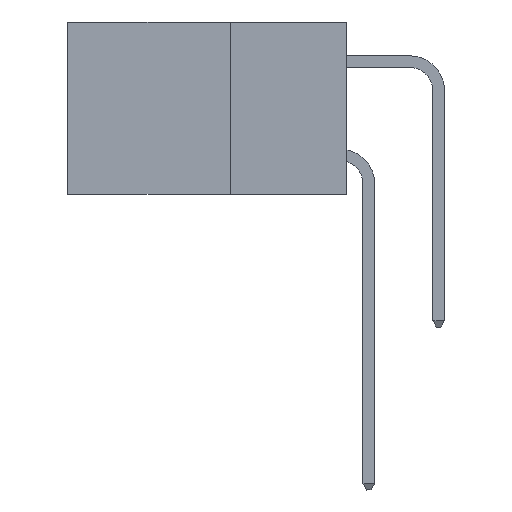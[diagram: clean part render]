
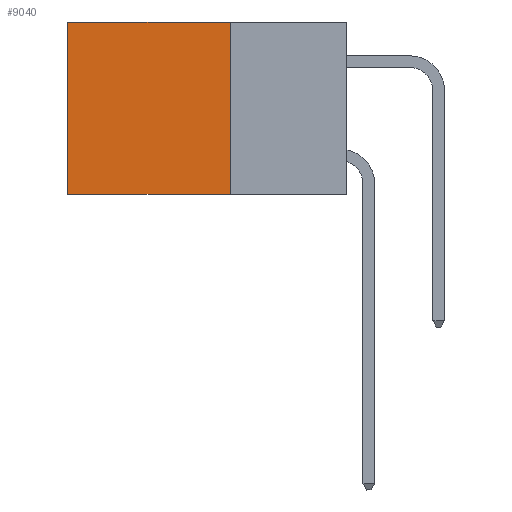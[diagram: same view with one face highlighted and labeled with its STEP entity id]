
A CAD part, left-side view. The second image highlights one B-rep face of the part: STEP entity #9040.
In plain terms, the highlighted planar face has unit normal (-1, 0, 0).
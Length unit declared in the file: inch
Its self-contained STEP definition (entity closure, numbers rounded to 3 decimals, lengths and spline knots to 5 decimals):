
#433 = EDGE_CURVE ( 'NONE', #4528, #2586, #14090, .T. ) ;
#528 = ORIENTED_EDGE ( 'NONE', *, *, #433, .T. ) ;
#1063 = EDGE_CURVE ( 'NONE', #2586, #15386, #4228, .T. ) ;
#1235 = VECTOR ( 'NONE', #15514, 39.37008 ) ;
#2586 = VERTEX_POINT ( 'NONE', #14724 ) ;
#3560 = EDGE_LOOP ( 'NONE', ( #15203, #8544, #10692, #528 ) ) ;
#3616 = CARTESIAN_POINT ( 'NONE',  ( 0.2875, 0.25, 0. ) ) ;
#4095 = CARTESIAN_POINT ( 'NONE',  ( 0.2875, 0.25, 0. ) ) ;
#4228 = LINE ( 'NONE', #9453, #1235 ) ;
#4284 = DIRECTION ( 'NONE',  ( 0., 0., -1. ) ) ;
#4528 = VERTEX_POINT ( 'NONE', #3616 ) ;
#4646 = CARTESIAN_POINT ( 'NONE',  ( 0.2875, 0.25, 0. ) ) ;
#4984 = LINE ( 'NONE', #6048, #13504 ) ;
#5536 = EDGE_CURVE ( 'NONE', #4528, #11345, #4984, .T. ) ;
#5841 = LINE ( 'NONE', #10005, #9444 ) ;
#6048 = CARTESIAN_POINT ( 'NONE',  ( 0.2875, 0.25, 0. ) ) ;
#8466 = FACE_OUTER_BOUND ( 'NONE', #3560, .T. ) ;
#8544 = ORIENTED_EDGE ( 'NONE', *, *, #12182, .F. ) ;
#8960 = DIRECTION ( 'NONE',  ( 1., 0., 0. ) ) ;
#9040 = ADVANCED_FACE ( 'NONE', ( #8466 ), #11573, .F. ) ;
#9444 = VECTOR ( 'NONE', #11294, 39.37008 ) ;
#9453 = CARTESIAN_POINT ( 'NONE',  ( 0.2875, 0.6, 0. ) ) ;
#10005 = CARTESIAN_POINT ( 'NONE',  ( 0.2875, 0.25, -0.37 ) ) ;
#10137 = VECTOR ( 'NONE', #10802, 39.37008 ) ;
#10506 = CARTESIAN_POINT ( 'NONE',  ( 0.2875, 0.6, -0.37 ) ) ;
#10692 = ORIENTED_EDGE ( 'NONE', *, *, #5536, .F. ) ;
#10802 = DIRECTION ( 'NONE',  ( 0., 1., 0. ) ) ;
#11066 = AXIS2_PLACEMENT_3D ( 'NONE', #4095, #8960, #4284 ) ;
#11294 = DIRECTION ( 'NONE',  ( 0., 1., 0. ) ) ;
#11345 = VERTEX_POINT ( 'NONE', #14989 ) ;
#11573 = PLANE ( 'NONE',  #11066 ) ;
#12182 = EDGE_CURVE ( 'NONE', #11345, #15386, #5841, .T. ) ;
#13504 = VECTOR ( 'NONE', #13509, 39.37008 ) ;
#13509 = DIRECTION ( 'NONE',  ( 0., 0., -1. ) ) ;
#14090 = LINE ( 'NONE', #4646, #10137 ) ;
#14724 = CARTESIAN_POINT ( 'NONE',  ( 0.2875, 0.6, 0. ) ) ;
#14989 = CARTESIAN_POINT ( 'NONE',  ( 0.2875, 0.25, -0.37 ) ) ;
#15203 = ORIENTED_EDGE ( 'NONE', *, *, #1063, .T. ) ;
#15386 = VERTEX_POINT ( 'NONE', #10506 ) ;
#15514 = DIRECTION ( 'NONE',  ( 0., 0., -1. ) ) ;
